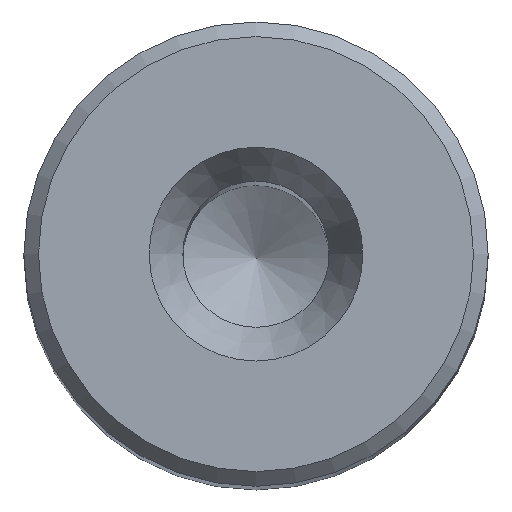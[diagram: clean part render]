
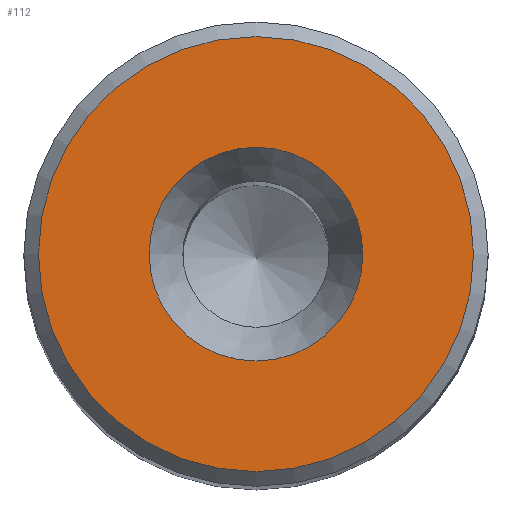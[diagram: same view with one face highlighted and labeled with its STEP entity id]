
A CAD part, top view. The second image highlights one B-rep face of the part: STEP entity #112.
In plain terms, the highlighted planar face has unit normal (0, 0, 1).
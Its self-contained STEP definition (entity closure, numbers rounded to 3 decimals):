
#44=PLANE('',#773);
#112=ADVANCED_FACE('',(#309,#310),#44,.T.);
#309=FACE_BOUND('',#419,.T.);
#310=FACE_BOUND('',#420,.T.);
#419=EDGE_LOOP('',(#529));
#420=EDGE_LOOP('',(#530));
#529=ORIENTED_EDGE('',*,*,#659,.T.);
#530=ORIENTED_EDGE('',*,*,#660,.T.);
#603=VERTEX_POINT('',#1360);
#604=VERTEX_POINT('',#1362);
#659=EDGE_CURVE('',#603,#603,#714,.T.);
#660=EDGE_CURVE('',#604,#604,#715,.T.);
#714=CIRCLE('',#771,7.438);
#715=CIRCLE('',#772,3.655);
#771=AXIS2_PLACEMENT_3D('',#1359,#920,#921);
#772=AXIS2_PLACEMENT_3D('',#1361,#922,#923);
#773=AXIS2_PLACEMENT_3D('',#1363,#924,#925);
#920=DIRECTION('',(0.,0.,1.));
#921=DIRECTION('',(1.,0.,0.));
#922=DIRECTION('',(0.,0.,-1.));
#923=DIRECTION('',(-1.,0.,0.));
#924=DIRECTION('',(0.,0.,1.));
#925=DIRECTION('',(1.,0.,0.));
#1359=CARTESIAN_POINT('',(0.,0.,70.));
#1360=CARTESIAN_POINT('',(7.438,0.,70.));
#1361=CARTESIAN_POINT('',(0.,0.,70.));
#1362=CARTESIAN_POINT('',(-3.655,0.,70.));
#1363=CARTESIAN_POINT('',(7.938,0.,70.));
